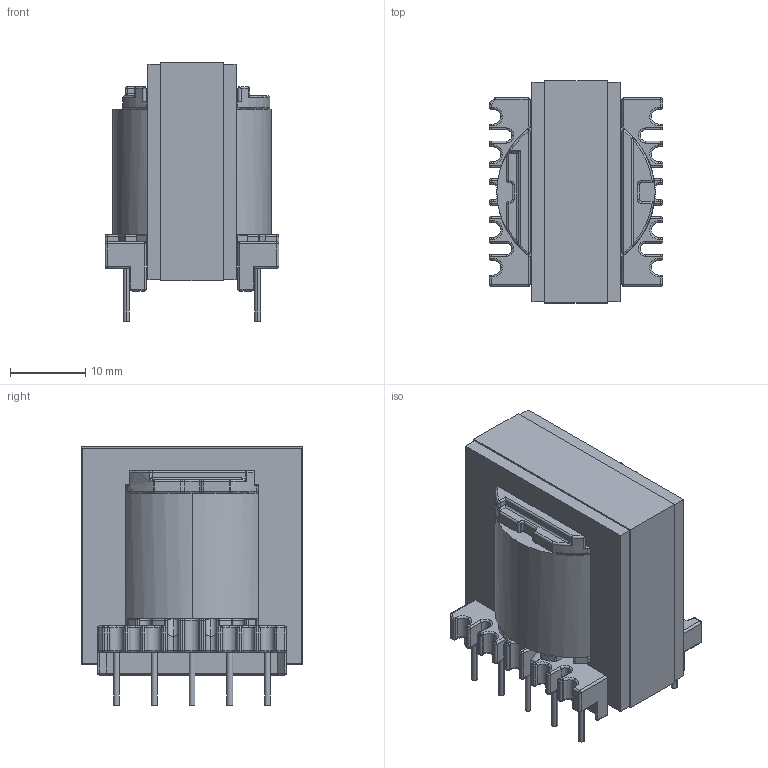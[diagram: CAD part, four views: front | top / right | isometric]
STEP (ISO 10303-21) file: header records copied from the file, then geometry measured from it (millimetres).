
FILE_DESCRIPTION(/* description */ ('Unknown'),/* implementation_level */ '2;1');
FILE_NAME(/* name */ 'T_Wurth_WE-OLTI-ER28_14_750343004',/* time_stamp */ '2025-10-20T14:44:57+08:00',/* author */ ('Unknown'),/* organization */ ('Unknown'),/* preprocessor_version */ 'ST-DEVELOPER v19.4',/* originating_system */ 'Solid Edge',/* authorisation */ 'Unknown');
FILE_SCHEMA (('AUTOMOTIVE_DESIGN {1 0 10303 214 3 1 1}'));
Length unit declared in the file: millimetre
Products named in the file (2): T_Wurth_WE-OLTI-ER28_14_750343004
Assembly tree (1 placements, depth 2):
  T_Wurth_WE-OLTI-ER28_14_750343004
    T_Wurth_WE-OLTI-ER28_14_750343004
Bounding box: 23.02 x 29.42 x 34.25 mm (x, y, z)
Volume: 12929.2 mm3; surface area: 8107 mm2
Topology: 1 solids, 1 shells, 698 faces, 1686 edges, 882 vertices
Faces by surface type: cylinder 342, plane 154, sphere 114, torus 73, bspline 15
Entity records: 24680 total; most frequent: CARTESIAN_POINT 4102, DIRECTION 3564, ORIENTED_EDGE 3132, EDGE_CURVE 1566, AXIS2_PLACEMENT_3D 1419, VERTEX_POINT 882, CIRCLE 734, LINE 726
